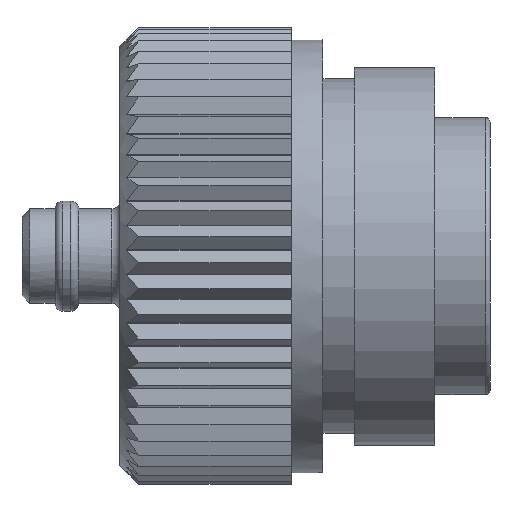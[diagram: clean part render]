
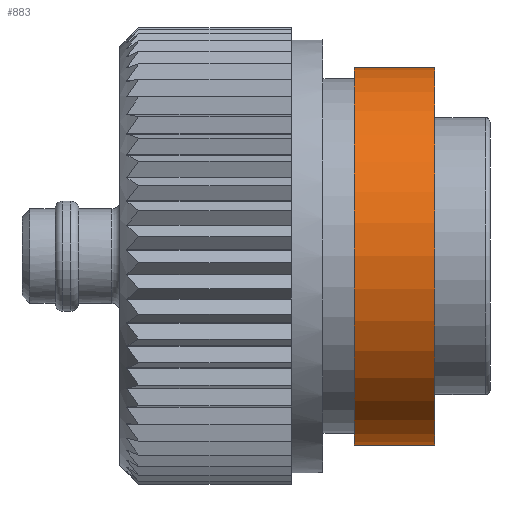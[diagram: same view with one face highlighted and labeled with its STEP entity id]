
A CAD part, front view. The second image highlights one B-rep face of the part: STEP entity #883.
In plain terms, the highlighted cylindrical face has radius 12 mm (diameter 24 mm), a full revolution.
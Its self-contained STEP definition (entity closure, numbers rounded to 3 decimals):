
#852=CYLINDRICAL_SURFACE('',#4229,12.);
#883=ADVANCED_FACE('',(#1290,#1291),#852,.T.);
#1290=FACE_BOUND('',#1541,.T.);
#1291=FACE_BOUND('',#1542,.T.);
#1541=EDGE_LOOP('',(#1953));
#1542=EDGE_LOOP('',(#1954));
#1953=ORIENTED_EDGE('',*,*,#3547,.F.);
#1954=ORIENTED_EDGE('',*,*,#3548,.T.);
#3149=VERTEX_POINT('',#6370);
#3150=VERTEX_POINT('',#6373);
#3547=EDGE_CURVE('',#3149,#3149,#4038,.T.);
#3548=EDGE_CURVE('',#3150,#3150,#4039,.T.);
#4038=CIRCLE('',#4226,12.);
#4039=CIRCLE('',#4228,12.);
#4226=AXIS2_PLACEMENT_3D('',#6369,#4704,#4705);
#4228=AXIS2_PLACEMENT_3D('',#6372,#4708,#4709);
#4229=AXIS2_PLACEMENT_3D('',#6374,#4710,#4711);
#4704=DIRECTION('',(1.,0.,0.));
#4705=DIRECTION('',(0.,0.,-1.));
#4708=DIRECTION('',(1.,0.,0.));
#4709=DIRECTION('',(0.,0.,-1.));
#4710=DIRECTION('',(1.,0.,0.));
#4711=DIRECTION('',(0.,0.,-1.));
#6369=CARTESIAN_POINT('',(20.,0.,0.));
#6370=CARTESIAN_POINT('',(20.,0.,-12.));
#6372=CARTESIAN_POINT('',(14.9,0.,0.));
#6373=CARTESIAN_POINT('',(14.9,0.,-12.));
#6374=CARTESIAN_POINT('',(14.9,0.,0.));
